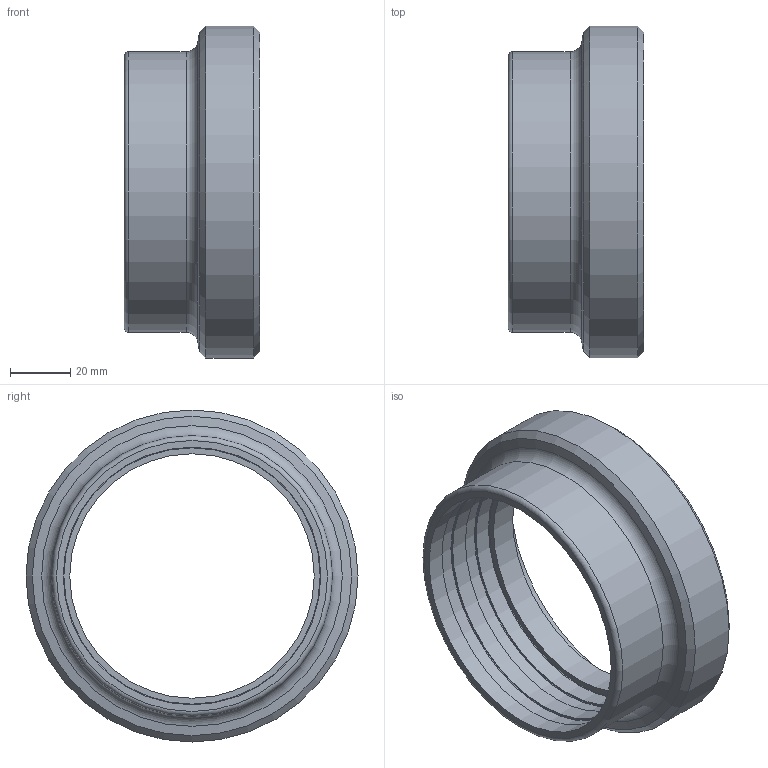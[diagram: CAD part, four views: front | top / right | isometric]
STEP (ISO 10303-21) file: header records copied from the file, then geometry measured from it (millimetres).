
FILE_DESCRIPTION(/* description */ ('Závitové hrdlo ZH pro zaválcování'),/* implementation_level */ '2;1');
FILE_NAME(/* name */ '20104080000.stp',/* time_stamp */ '2016-01-11T08:14:06+01:00',/* author */ ('Struska'),/* organization */ ('Bupospol'),/* preprocessor_version */ 'ST-DEVELOPER v15.6',/* originating_system */ 'Autodesk Inventor 2015',/* authorisation */ '');
FILE_SCHEMA (('CONFIG_CONTROL_DESIGN'));
Length unit declared in the file: millimetre
Products named in the file (1): 20104080000
Bounding box: 45 x 110 x 110 mm (x, y, z)
Volume: 88154.2 mm3; surface area: 35449.2 mm2
Topology: 1 solids, 1 shells, 30 faces, 51 edges, 30 vertices
Faces by surface type: cylinder 10, plane 9, torus 7, cone 4
Full cylindrical faces by diameter (mm): 81 x1, 85 x1, 85.3 x3, 86.5 x2, 93 x1, 94.8 x1, 110 x1
Entity records: 662 total; most frequent: DIRECTION 122, CARTESIAN_POINT 91, AXIS2_PLACEMENT_3D 61, EDGE_LOOP 60, ORIENTED_EDGE 60, STYLED_ITEM 31, FACE_BOUND 30, FACE_OUTER_BOUND 30
